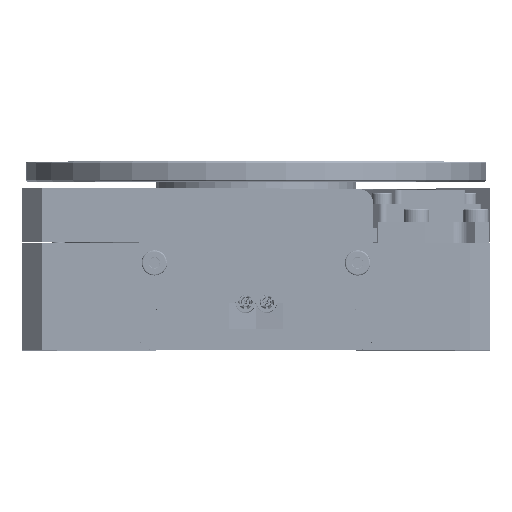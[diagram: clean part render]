
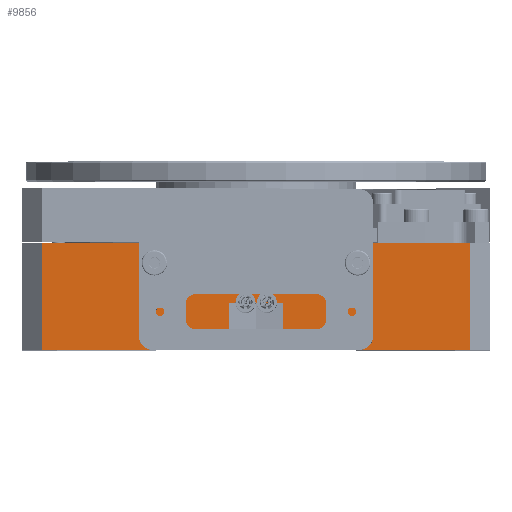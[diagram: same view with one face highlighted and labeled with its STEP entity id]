
A CAD part, top view. The second image highlights one B-rep face of the part: STEP entity #9856.
In plain terms, the highlighted planar face has unit normal (0, 0, 1).
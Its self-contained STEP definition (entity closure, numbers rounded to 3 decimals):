
#494 = VERTEX_POINT ( 'NONE', #46452 ) ;
#717 = VERTEX_POINT ( 'NONE', #17557 ) ;
#827 = EDGE_LOOP ( 'NONE', ( #16560, #24977 ) ) ;
#1601 = LINE ( 'NONE', #77887, #7223 ) ;
#3929 = DIRECTION ( 'NONE',  ( 1., 0., 0. ) ) ;
#4030 = CARTESIAN_POINT ( 'NONE',  ( -32., 16., 35. ) ) ;
#4377 = CARTESIAN_POINT ( 'NONE',  ( 15.2, 13., 35. ) ) ;
#5857 = ORIENTED_EDGE ( 'NONE', *, *, #58707, .F. ) ;
#6658 = FACE_BOUND ( 'NONE', #827, .T. ) ;
#7223 = VECTOR ( 'NONE', #8041, 1000. ) ;
#8041 = DIRECTION ( 'NONE',  ( -1., 0., 0. ) ) ;
#9191 = CIRCLE ( 'NONE', #22410, 0.8 ) ;
#9274 = VECTOR ( 'NONE', #86106, 1000. ) ;
#9406 = CARTESIAN_POINT ( 'NONE',  ( -35., 16., 35. ) ) ;
#9641 = EDGE_CURVE ( 'NONE', #28489, #16087, #11285, .T. ) ;
#9856 = ADVANCED_FACE ( 'NONE', ( #14010, #26405, #6658 ), #69599, .F. ) ;
#11285 = LINE ( 'NONE', #87557, #55606 ) ;
#11902 = CARTESIAN_POINT ( 'NONE',  ( -15.2, 13., 35. ) ) ;
#12186 = DIRECTION ( 'NONE',  ( 0., -1., 0. ) ) ;
#13554 = CARTESIAN_POINT ( 'NONE',  ( -35., 16., 35. ) ) ;
#13815 = LINE ( 'NONE', #56513, #35911 ) ;
#14010 = FACE_OUTER_BOUND ( 'NONE', #51901, .T. ) ;
#14811 = LINE ( 'NONE', #63058, #64878 ) ;
#16087 = VERTEX_POINT ( 'NONE', #67229 ) ;
#16560 = ORIENTED_EDGE ( 'NONE', *, *, #88838, .F. ) ;
#17557 = CARTESIAN_POINT ( 'NONE',  ( 14.4, 13., 35. ) ) ;
#18722 = CARTESIAN_POINT ( 'NONE',  ( 4., 3., 35. ) ) ;
#19193 = CARTESIAN_POINT ( 'NONE',  ( -15.2, 13., 35. ) ) ;
#19447 = ORIENTED_EDGE ( 'NONE', *, *, #24548, .T. ) ;
#19990 = EDGE_LOOP ( 'NONE', ( #40468, #20482 ) ) ;
#20329 = DIRECTION ( 'NONE',  ( 0., 0., 1. ) ) ;
#20482 = ORIENTED_EDGE ( 'NONE', *, *, #57000, .F. ) ;
#20898 = DIRECTION ( 'NONE',  ( 0., 0., -1. ) ) ;
#22047 = DIRECTION ( 'NONE',  ( 0., 1., 0. ) ) ;
#22289 = VECTOR ( 'NONE', #63840, 1000. ) ;
#22410 = AXIS2_PLACEMENT_3D ( 'NONE', #11902, #74839, #31651 ) ;
#22428 = CARTESIAN_POINT ( 'NONE',  ( -32., 16., 35. ) ) ;
#24548 = EDGE_CURVE ( 'NONE', #16087, #46659, #50496, .T. ) ;
#24790 = CARTESIAN_POINT ( 'NONE',  ( -15., 0., 35. ) ) ;
#24863 = VERTEX_POINT ( 'NONE', #56934 ) ;
#24977 = ORIENTED_EDGE ( 'NONE', *, *, #76108, .F. ) ;
#25080 = CARTESIAN_POINT ( 'NONE',  ( -14.4, 13., 35. ) ) ;
#25584 = EDGE_CURVE ( 'NONE', #24863, #75172, #14811, .T. ) ;
#25837 = DIRECTION ( 'NONE',  ( 1., 0., 0. ) ) ;
#26405 = FACE_BOUND ( 'NONE', #19990, .T. ) ;
#28489 = VERTEX_POINT ( 'NONE', #52723 ) ;
#30402 = VERTEX_POINT ( 'NONE', #68657 ) ;
#31239 = LINE ( 'NONE', #80415, #63043 ) ;
#31651 = DIRECTION ( 'NONE',  ( 1., 0., 0. ) ) ;
#32799 = VECTOR ( 'NONE', #89007, 1000. ) ;
#32932 = AXIS2_PLACEMENT_3D ( 'NONE', #19193, #61452, #40309 ) ;
#35577 = VECTOR ( 'NONE', #66841, 1000. ) ;
#35911 = VECTOR ( 'NONE', #22047, 1000. ) ;
#36511 = VERTEX_POINT ( 'NONE', #24790 ) ;
#38061 = VERTEX_POINT ( 'NONE', #66241 ) ;
#39544 = EDGE_CURVE ( 'NONE', #53778, #36511, #51123, .T. ) ;
#40289 = CIRCLE ( 'NONE', #32932, 0.8 ) ;
#40309 = DIRECTION ( 'NONE',  ( 1., 0., 0. ) ) ;
#40468 = ORIENTED_EDGE ( 'NONE', *, *, #89510, .F. ) ;
#42287 = ORIENTED_EDGE ( 'NONE', *, *, #79375, .F. ) ;
#43823 = DIRECTION ( 'NONE',  ( 0., 1., 0. ) ) ;
#45916 = LINE ( 'NONE', #61067, #64993 ) ;
#46452 = CARTESIAN_POINT ( 'NONE',  ( 32., 16., 35. ) ) ;
#46659 = VERTEX_POINT ( 'NONE', #48877 ) ;
#48877 = CARTESIAN_POINT ( 'NONE',  ( 32., 0., 35. ) ) ;
#50169 = DIRECTION ( 'NONE',  ( 0., -1., 0. ) ) ;
#50496 = LINE ( 'NONE', #71182, #22289 ) ;
#51123 = LINE ( 'NONE', #79158, #74062 ) ;
#51208 = AXIS2_PLACEMENT_3D ( 'NONE', #13554, #20898, #54443 ) ;
#51692 = VERTEX_POINT ( 'NONE', #22428 ) ;
#51901 = EDGE_LOOP ( 'NONE', ( #19447, #65032, #42287, #61037, #58807, #5857, #62387, #79139, #73483, #84114, #56976, #58640 ) ) ;
#52338 = VERTEX_POINT ( 'NONE', #55885 ) ;
#52723 = CARTESIAN_POINT ( 'NONE',  ( 15., 3., 35. ) ) ;
#53088 = EDGE_CURVE ( 'NONE', #24863, #58354, #66399, .T. ) ;
#53778 = VERTEX_POINT ( 'NONE', #69559 ) ;
#54443 = DIRECTION ( 'NONE',  ( -1., 0., 0. ) ) ;
#55606 = VECTOR ( 'NONE', #12186, 1000. ) ;
#55885 = CARTESIAN_POINT ( 'NONE',  ( -15., 3., 35. ) ) ;
#56513 = CARTESIAN_POINT ( 'NONE',  ( 32., 16., 35. ) ) ;
#56934 = CARTESIAN_POINT ( 'NONE',  ( 4., 7., 35. ) ) ;
#56976 = ORIENTED_EDGE ( 'NONE', *, *, #67255, .F. ) ;
#57000 = EDGE_CURVE ( 'NONE', #85771, #64312, #9191, .T. ) ;
#57427 = CARTESIAN_POINT ( 'NONE',  ( -16., 13., 35. ) ) ;
#58354 = VERTEX_POINT ( 'NONE', #81901 ) ;
#58640 = ORIENTED_EDGE ( 'NONE', *, *, #9641, .T. ) ;
#58707 = EDGE_CURVE ( 'NONE', #52338, #36511, #45916, .T. ) ;
#58807 = ORIENTED_EDGE ( 'NONE', *, *, #39544, .T. ) ;
#59279 = CIRCLE ( 'NONE', #84246, 0.8 ) ;
#61037 = ORIENTED_EDGE ( 'NONE', *, *, #87523, .T. ) ;
#61067 = CARTESIAN_POINT ( 'NONE',  ( -15., 3., 35. ) ) ;
#61452 = DIRECTION ( 'NONE',  ( 0., 0., 1. ) ) ;
#61693 = CARTESIAN_POINT ( 'NONE',  ( 15.2, 13., 35. ) ) ;
#62387 = ORIENTED_EDGE ( 'NONE', *, *, #65239, .F. ) ;
#63043 = VECTOR ( 'NONE', #73525, 1000. ) ;
#63058 = CARTESIAN_POINT ( 'NONE',  ( 4., 16., 35. ) ) ;
#63840 = DIRECTION ( 'NONE',  ( 1., 0., 0. ) ) ;
#64312 = VERTEX_POINT ( 'NONE', #25080 ) ;
#64878 = VECTOR ( 'NONE', #50169, 1000. ) ;
#64993 = VECTOR ( 'NONE', #75740, 1000. ) ;
#65032 = ORIENTED_EDGE ( 'NONE', *, *, #85592, .T. ) ;
#65239 = EDGE_CURVE ( 'NONE', #30402, #52338, #1601, .T. ) ;
#66241 = CARTESIAN_POINT ( 'NONE',  ( 16., 13., 35. ) ) ;
#66254 = AXIS2_PLACEMENT_3D ( 'NONE', #61693, #20329, #25837 ) ;
#66374 = VECTOR ( 'NONE', #43823, 1000. ) ;
#66399 = LINE ( 'NONE', #72832, #35577 ) ;
#66841 = DIRECTION ( 'NONE',  ( -1., 0., 0. ) ) ;
#67229 = CARTESIAN_POINT ( 'NONE',  ( 15., 0., 35. ) ) ;
#67255 = EDGE_CURVE ( 'NONE', #28489, #75172, #31239, .T. ) ;
#68657 = CARTESIAN_POINT ( 'NONE',  ( -4., 3., 35. ) ) ;
#69185 = CIRCLE ( 'NONE', #66254, 0.8 ) ;
#69559 = CARTESIAN_POINT ( 'NONE',  ( -32., 0., 35. ) ) ;
#69599 = PLANE ( 'NONE',  #51208 ) ;
#71182 = CARTESIAN_POINT ( 'NONE',  ( -35., 0., 35. ) ) ;
#72832 = CARTESIAN_POINT ( 'NONE',  ( -35., 7., 35. ) ) ;
#73483 = ORIENTED_EDGE ( 'NONE', *, *, #53088, .F. ) ;
#73525 = DIRECTION ( 'NONE',  ( -1., 0., 0. ) ) ;
#74062 = VECTOR ( 'NONE', #84675, 1000. ) ;
#74839 = DIRECTION ( 'NONE',  ( 0., 0., 1. ) ) ;
#75172 = VERTEX_POINT ( 'NONE', #18722 ) ;
#75740 = DIRECTION ( 'NONE',  ( 0., -1., 0. ) ) ;
#76108 = EDGE_CURVE ( 'NONE', #717, #38061, #69185, .T. ) ;
#76134 = LINE ( 'NONE', #4030, #32799 ) ;
#77870 = LINE ( 'NONE', #85657, #66374 ) ;
#77887 = CARTESIAN_POINT ( 'NONE',  ( 15., 3., 35. ) ) ;
#78714 = EDGE_CURVE ( 'NONE', #30402, #58354, #77870, .T. ) ;
#79139 = ORIENTED_EDGE ( 'NONE', *, *, #78714, .T. ) ;
#79158 = CARTESIAN_POINT ( 'NONE',  ( -35., 0., 35. ) ) ;
#79375 = EDGE_CURVE ( 'NONE', #51692, #494, #87903, .T. ) ;
#80415 = CARTESIAN_POINT ( 'NONE',  ( 15., 3., 35. ) ) ;
#81901 = CARTESIAN_POINT ( 'NONE',  ( -4., 7., 35. ) ) ;
#84114 = ORIENTED_EDGE ( 'NONE', *, *, #25584, .T. ) ;
#84246 = AXIS2_PLACEMENT_3D ( 'NONE', #4377, #88462, #3929 ) ;
#84675 = DIRECTION ( 'NONE',  ( 1., 0., 0. ) ) ;
#85592 = EDGE_CURVE ( 'NONE', #46659, #494, #13815, .T. ) ;
#85657 = CARTESIAN_POINT ( 'NONE',  ( -4., 16., 35. ) ) ;
#85771 = VERTEX_POINT ( 'NONE', #57427 ) ;
#86106 = DIRECTION ( 'NONE',  ( 1., 0., 0. ) ) ;
#87523 = EDGE_CURVE ( 'NONE', #51692, #53778, #76134, .T. ) ;
#87557 = CARTESIAN_POINT ( 'NONE',  ( 15., 3., 35. ) ) ;
#87903 = LINE ( 'NONE', #9406, #9274 ) ;
#88462 = DIRECTION ( 'NONE',  ( 0., 0., 1. ) ) ;
#88838 = EDGE_CURVE ( 'NONE', #38061, #717, #59279, .T. ) ;
#89007 = DIRECTION ( 'NONE',  ( 0., -1., 0. ) ) ;
#89510 = EDGE_CURVE ( 'NONE', #64312, #85771, #40289, .T. ) ;
